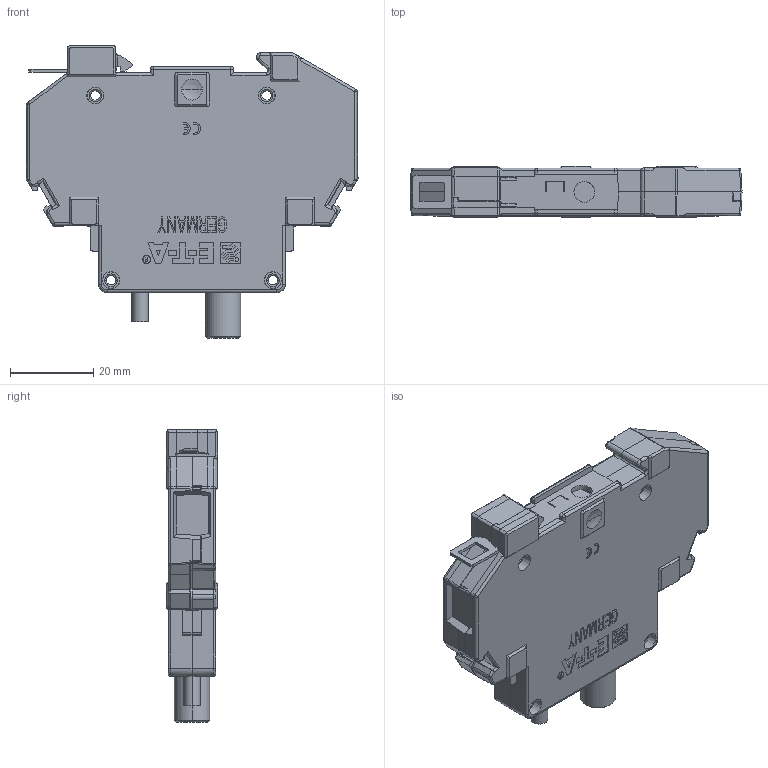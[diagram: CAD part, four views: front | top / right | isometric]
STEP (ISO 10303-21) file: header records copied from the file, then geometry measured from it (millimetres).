
FILE_DESCRIPTION((''),'2;1');
FILE_NAME('201_DUMMY','2012-02-07T',('agerngross'),(''),'PRO/ENGINEER BY PARAMETRIC TECHNOLOGY CORPORATION, 2007370','PRO/ENGINEER BY PARAMETRIC TECHNOLOGY CORPORATION, 2007370','');
FILE_SCHEMA(('AUTOMOTIVE_DESIGN_CC2 { 1 2 10303 214 -1 1 5 2 }'));
Length unit declared in the file: millimetre
Products named in the file (1): 201_DUMMY
Bounding box: 80 x 12.4 x 70.5 mm (x, y, z)
Volume: 41001.5 mm3; surface area: 15379.6 mm2
Topology: 2 solids, 5 shells, 1407 faces, 3728 edges, 2376 vertices
Faces by surface type: plane 814, cylinder 416, cone 53, torus 46, bspline 44, sphere 34
Entity records: 48831 total; most frequent: CARTESIAN_POINT 14624, ORIENTED_EDGE 7444, DIRECTION 6416, EDGE_CURVE 3722, VECTOR 2518, LINE 2518, VERTEX_POINT 2376, AXIS2_PLACEMENT_3D 1949
